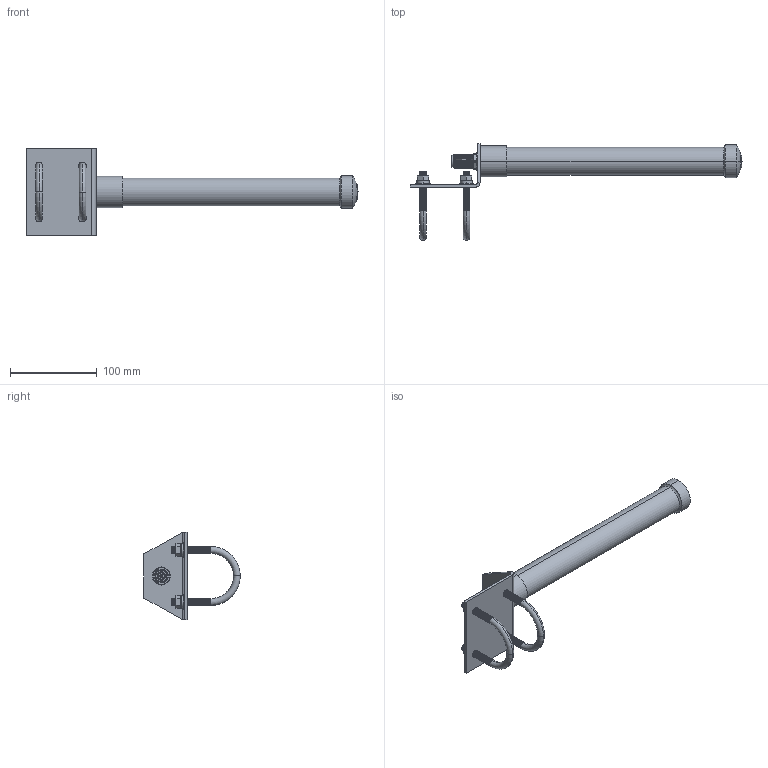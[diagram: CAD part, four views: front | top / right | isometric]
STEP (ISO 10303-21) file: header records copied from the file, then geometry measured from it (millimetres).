
FILE_DESCRIPTION (( 'STEP AP214' ), '1' );
FILE_NAME ('HGV-903U.STEP', '2014-04-17T13:32:01', ( 'L-Com' ), ( 'L-Com Global Connectivity' ), 'SwSTEP 2.0', 'SolidWorks 2014', '' );
FILE_SCHEMA (( 'AUTOMOTIVE_DESIGN' ));
Length unit declared in the file: inch
Products named in the file (9): HGV-903U_U-Bolt; HGV-903U_Mount Bracket; XHGV-903U-MA2; 3AA02-017; XHGV-903U-MA1; ANF-1406_CENTERPIN; XHGV-906U-MA1_BODY; XHGV-903U; HGV-903U
Assembly tree (9 placements, depth 3):
  HGV-903U
    XHGV-903U
    XHGV-903U-MA1
      XHGV-906U-MA1_BODY
      ANF-1406_CENTERPIN
    3AA02-017
    XHGV-903U-MA2
    HGV-903U_Mount Bracket
    HGV-903U_U-Bolt  x2
Bounding box: 382.26 x 111.08 x 100.33 mm (x, y, z)
Volume: 314905.6 mm3; surface area: 78356.1 mm2
Topology: 8 solids, 8 shells, 1228 faces, 2566 edges, 1379 vertices
Faces by surface type: cone 982, plane 122, cylinder 82, torus 34, sphere 8
Entity records: 28229 total; most frequent: CARTESIAN_POINT 4140, DIRECTION 3862, ORIENTED_EDGE 3232, EDGE_CURVE 1616, AXIS2_PLACEMENT_3D 1579, VERTEX_POINT 889, CIRCLE 808, EDGE_LOOP 791
